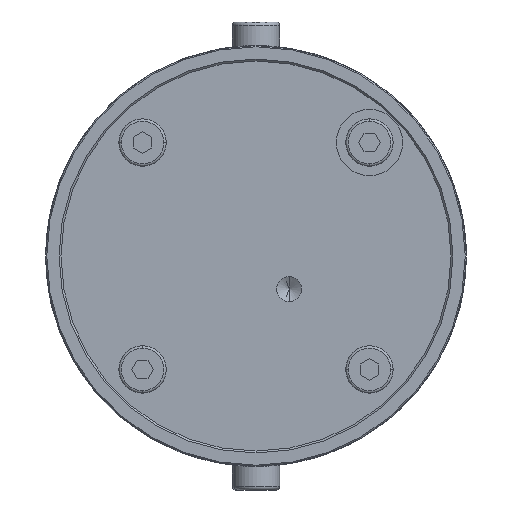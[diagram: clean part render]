
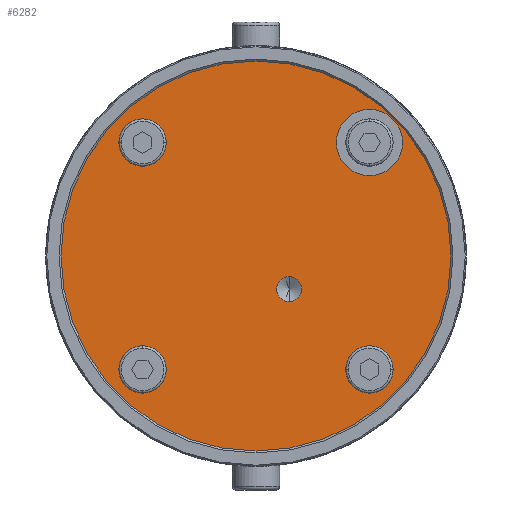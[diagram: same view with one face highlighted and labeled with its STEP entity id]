
A CAD part, front view. The second image highlights one B-rep face of the part: STEP entity #6282.
In plain terms, the highlighted planar face has unit normal (0, -1, 0).
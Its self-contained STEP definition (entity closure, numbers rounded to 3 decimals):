
#78 = ORIENTED_EDGE ( 'NONE', *, *, #6251, .F. ) ;
#109 = ORIENTED_EDGE ( 'NONE', *, *, #5791, .T. ) ;
#259 = ORIENTED_EDGE ( 'NONE', *, *, #5489, .F. ) ;
#326 = ORIENTED_EDGE ( 'NONE', *, *, #5485, .F. ) ;
#335 = ORIENTED_EDGE ( 'NONE', *, *, #5923, .F. ) ;
#591 = CIRCLE ( 'NONE', #630, 8. ) ;
#630 = AXIS2_PLACEMENT_3D ( 'NONE', #7195, #7196, #7197 ) ;
#846 = CARTESIAN_POINT ( 'NONE',  ( 0., -114., 0. ) ) ;
#848 = DIRECTION ( 'NONE',  ( 0., -1., 0. ) ) ;
#850 = DIRECTION ( 'NONE',  ( 0., 0., -1. ) ) ;
#873 = CARTESIAN_POINT ( 'NONE',  ( 48., -114., -48. ) ) ;
#874 = DIRECTION ( 'NONE',  ( 0., -1., 0. ) ) ;
#876 = DIRECTION ( 'NONE',  ( 0., 0., -1. ) ) ;
#890 = AXIS2_PLACEMENT_3D ( 'NONE', #6640, #6641, #6642 ) ;
#902 = CARTESIAN_POINT ( 'NONE',  ( 48., -114., 48. ) ) ;
#903 = DIRECTION ( 'NONE',  ( 0., -1., 0. ) ) ;
#905 = DIRECTION ( 'NONE',  ( 0., 0., -1. ) ) ;
#1014 = AXIS2_PLACEMENT_3D ( 'NONE', #7356, #7359, #7360 ) ;
#1137 = AXIS2_PLACEMENT_3D ( 'NONE', #6725, #6726, #6727 ) ;
#1205 = CIRCLE ( 'NONE', #890, 8. ) ;
#1346 = CIRCLE ( 'NONE', #1137, 5.25 ) ;
#1618 = AXIS2_PLACEMENT_3D ( 'NONE', #6651, #6652, #6653 ) ;
#1654 = CIRCLE ( 'NONE', #1618, 8. ) ;
#1897 = CIRCLE ( 'NONE', #1899, 5.25 ) ;
#1899 = AXIS2_PLACEMENT_3D ( 'NONE', #4632, #4633, #4634 ) ;
#1941 = AXIS2_PLACEMENT_3D ( 'NONE', #11695, #11696, #11697 ) ;
#1943 = CIRCLE ( 'NONE', #1941, 82.5 ) ;
#2115 = CIRCLE ( 'NONE', #2611, 8. ) ;
#2148 = AXIS2_PLACEMENT_3D ( 'NONE', #7864, #7865, #7866 ) ;
#2206 = CIRCLE ( 'NONE', #2148, 8. ) ;
#2611 = AXIS2_PLACEMENT_3D ( 'NONE', #7908, #7909, #7910 ) ;
#2618 = AXIS2_PLACEMENT_3D ( 'NONE', #9614, #9615, #9616 ) ;
#2642 = CIRCLE ( 'NONE', #2618, 8. ) ;
#2772 = VERTEX_POINT ( 'NONE', #3134 ) ;
#2784 = VERTEX_POINT ( 'NONE', #3520 ) ;
#2796 = EDGE_LOOP ( 'NONE', ( #12282, #335 ) ) ;
#2814 = EDGE_LOOP ( 'NONE', ( #12435, #326 ) ) ;
#2825 = VERTEX_POINT ( 'NONE', #4081 ) ;
#2832 = VERTEX_POINT ( 'NONE', #4088 ) ;
#2857 = EDGE_LOOP ( 'NONE', ( #109, #12454 ) ) ;
#2906 = EDGE_LOOP ( 'NONE', ( #12476, #259 ) ) ;
#2935 = VERTEX_POINT ( 'NONE', #3960 ) ;
#2952 = VERTEX_POINT ( 'NONE', #4747 ) ;
#3024 = VERTEX_POINT ( 'NONE', #4820 ) ;
#3040 = VERTEX_POINT ( 'NONE', #4709 ) ;
#3077 = EDGE_LOOP ( 'NONE', ( #78, #9011 ) ) ;
#3099 = VERTEX_POINT ( 'NONE', #4847 ) ;
#3121 = EDGE_LOOP ( 'NONE', ( #12608, #8812 ) ) ;
#3125 = VERTEX_POINT ( 'NONE', #4752 ) ;
#3134 = CARTESIAN_POINT ( 'NONE',  ( 14., -114., -19.25 ) ) ;
#3136 = VERTEX_POINT ( 'NONE', #4718 ) ;
#3165 = VERTEX_POINT ( 'NONE', #4834 ) ;
#3520 = CARTESIAN_POINT ( 'NONE',  ( -48., -114., -56. ) ) ;
#3960 = CARTESIAN_POINT ( 'NONE',  ( 48., -114., -40. ) ) ;
#4081 = CARTESIAN_POINT ( 'NONE',  ( -48., -114., 40. ) ) ;
#4088 = CARTESIAN_POINT ( 'NONE',  ( 0., -114., 82.5 ) ) ;
#4632 = CARTESIAN_POINT ( 'NONE',  ( 14., -114., -14. ) ) ;
#4633 = DIRECTION ( 'NONE',  ( 0., -1., 0. ) ) ;
#4634 = DIRECTION ( 'NONE',  ( 0., 0., -1. ) ) ;
#4709 = CARTESIAN_POINT ( 'NONE',  ( 14., -114., -8.75 ) ) ;
#4718 = CARTESIAN_POINT ( 'NONE',  ( 0., -114., -82.5 ) ) ;
#4747 = CARTESIAN_POINT ( 'NONE',  ( 48., -114., -56. ) ) ;
#4752 = CARTESIAN_POINT ( 'NONE',  ( 48., -114., 40. ) ) ;
#4820 = CARTESIAN_POINT ( 'NONE',  ( 48., -114., 56. ) ) ;
#4834 = CARTESIAN_POINT ( 'NONE',  ( -48., -114., 56. ) ) ;
#4847 = CARTESIAN_POINT ( 'NONE',  ( -48., -114., -40. ) ) ;
#5069 = CIRCLE ( 'NONE', #5254, 82.5 ) ;
#5082 = AXIS2_PLACEMENT_3D ( 'NONE', #902, #903, #905 ) ;
#5084 = CIRCLE ( 'NONE', #5082, 8. ) ;
#5248 = AXIS2_PLACEMENT_3D ( 'NONE', #873, #874, #876 ) ;
#5254 = AXIS2_PLACEMENT_3D ( 'NONE', #846, #848, #850 ) ;
#5272 = CIRCLE ( 'NONE', #5248, 8. ) ;
#5481 = EDGE_CURVE ( 'NONE', #2832, #3136, #5069, .T. ) ;
#5485 = EDGE_CURVE ( 'NONE', #2935, #2952, #5272, .T. ) ;
#5489 = EDGE_CURVE ( 'NONE', #3024, #3125, #5084, .T. ) ;
#5594 = EDGE_CURVE ( 'NONE', #3099, #2784, #1205, .T. ) ;
#5597 = EDGE_CURVE ( 'NONE', #3165, #2825, #1654, .T. ) ;
#5621 = EDGE_CURVE ( 'NONE', #2772, #3040, #1346, .T. ) ;
#5791 = EDGE_CURVE ( 'NONE', #3136, #2832, #1943, .T. ) ;
#5923 = EDGE_CURVE ( 'NONE', #3040, #2772, #1897, .T. ) ;
#6251 = EDGE_CURVE ( 'NONE', #2784, #3099, #591, .T. ) ;
#6282 = ADVANCED_FACE ( 'NONE', ( #7353, #7349, #7355, #7357, #7352, #7354 ), #7358, .T. ) ;
#6640 = CARTESIAN_POINT ( 'NONE',  ( -48., -114., -48. ) ) ;
#6641 = DIRECTION ( 'NONE',  ( 0., -1., 0. ) ) ;
#6642 = DIRECTION ( 'NONE',  ( 0., 0., -1. ) ) ;
#6651 = CARTESIAN_POINT ( 'NONE',  ( -48., -114., 48. ) ) ;
#6652 = DIRECTION ( 'NONE',  ( 0., -1., 0. ) ) ;
#6653 = DIRECTION ( 'NONE',  ( 0., 0., -1. ) ) ;
#6725 = CARTESIAN_POINT ( 'NONE',  ( 14., -114., -14. ) ) ;
#6726 = DIRECTION ( 'NONE',  ( 0., -1., 0. ) ) ;
#6727 = DIRECTION ( 'NONE',  ( 0., 0., -1. ) ) ;
#7195 = CARTESIAN_POINT ( 'NONE',  ( -48., -114., -48. ) ) ;
#7196 = DIRECTION ( 'NONE',  ( 0., -1., 0. ) ) ;
#7197 = DIRECTION ( 'NONE',  ( 0., 0., -1. ) ) ;
#7349 = FACE_BOUND ( 'NONE', #3077, .T. ) ;
#7352 = FACE_BOUND ( 'NONE', #2906, .T. ) ;
#7353 = FACE_BOUND ( 'NONE', #2796, .T. ) ;
#7354 = FACE_OUTER_BOUND ( 'NONE', #2857, .T. ) ;
#7355 = FACE_BOUND ( 'NONE', #3121, .T. ) ;
#7356 = CARTESIAN_POINT ( 'NONE',  ( 0., -114., 0. ) ) ;
#7357 = FACE_BOUND ( 'NONE', #2814, .T. ) ;
#7358 = PLANE ( 'NONE',  #1014 ) ;
#7359 = DIRECTION ( 'NONE',  ( 0., -1., 0. ) ) ;
#7360 = DIRECTION ( 'NONE',  ( 0., 0., -1. ) ) ;
#7864 = CARTESIAN_POINT ( 'NONE',  ( 48., -114., 48. ) ) ;
#7865 = DIRECTION ( 'NONE',  ( 0., -1., 0. ) ) ;
#7866 = DIRECTION ( 'NONE',  ( 0., 0., -1. ) ) ;
#7908 = CARTESIAN_POINT ( 'NONE',  ( 48., -114., -48. ) ) ;
#7909 = DIRECTION ( 'NONE',  ( 0., -1., 0. ) ) ;
#7910 = DIRECTION ( 'NONE',  ( 0., 0., -1. ) ) ;
#7973 = EDGE_CURVE ( 'NONE', #3125, #3024, #2206, .T. ) ;
#7987 = EDGE_CURVE ( 'NONE', #2952, #2935, #2115, .T. ) ;
#7997 = EDGE_CURVE ( 'NONE', #2825, #3165, #2642, .T. ) ;
#8812 = ORIENTED_EDGE ( 'NONE', *, *, #5597, .F. ) ;
#9011 = ORIENTED_EDGE ( 'NONE', *, *, #5594, .F. ) ;
#9614 = CARTESIAN_POINT ( 'NONE',  ( -48., -114., 48. ) ) ;
#9615 = DIRECTION ( 'NONE',  ( 0., -1., 0. ) ) ;
#9616 = DIRECTION ( 'NONE',  ( 0., 0., -1. ) ) ;
#11695 = CARTESIAN_POINT ( 'NONE',  ( 0., -114., 0. ) ) ;
#11696 = DIRECTION ( 'NONE',  ( 0., -1., 0. ) ) ;
#11697 = DIRECTION ( 'NONE',  ( 0., 0., -1. ) ) ;
#12282 = ORIENTED_EDGE ( 'NONE', *, *, #5621, .F. ) ;
#12435 = ORIENTED_EDGE ( 'NONE', *, *, #7987, .F. ) ;
#12454 = ORIENTED_EDGE ( 'NONE', *, *, #5481, .T. ) ;
#12476 = ORIENTED_EDGE ( 'NONE', *, *, #7973, .F. ) ;
#12608 = ORIENTED_EDGE ( 'NONE', *, *, #7997, .F. ) ;
